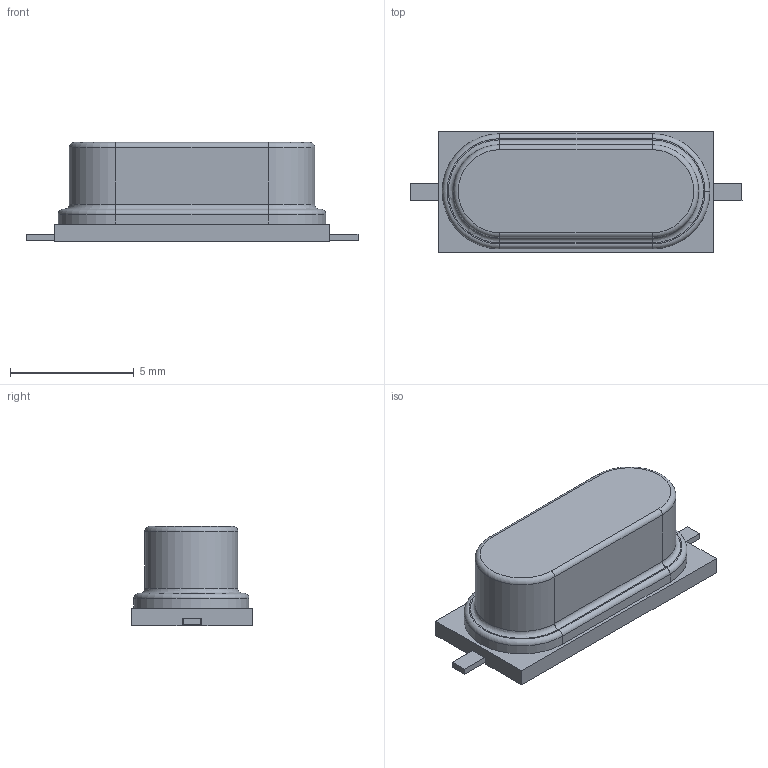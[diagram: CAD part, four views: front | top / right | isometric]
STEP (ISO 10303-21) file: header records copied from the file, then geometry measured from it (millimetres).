
FILE_DESCRIPTION (( 'STEP AP214' ), '1' );
FILE_NAME ('XTAL-49S SMD.STEP', '2018-02-01T03:17:38', ( 'Microsoft' ), ( 'Microsoft' ), 'SwSTEP 2.0', 'SolidWorks 2016', '' );
FILE_SCHEMA (( 'AUTOMOTIVE_DESIGN' ));
Length unit declared in the file: millimetre
Products named in the file (2): 807887696; XTAL-49S SMD
Assembly tree (1 placements, depth 2):
  XTAL-49S SMD
    807887696
Bounding box: 13.4 x 4.9 x 4 mm (x, y, z)
Volume: 157.2 mm3; surface area: 218 mm2
Topology: 1 solids, 1 shells, 51 faces, 126 edges, 79 vertices
Faces by surface type: plane 32, cylinder 12, torus 7
Entity records: 2197 total; most frequent: CARTESIAN_POINT 345, DIRECTION 264, ORIENTED_EDGE 252, EDGE_CURVE 126, LINE 92, VECTOR 92, AXIS2_PLACEMENT_3D 86, VERTEX_POINT 79
